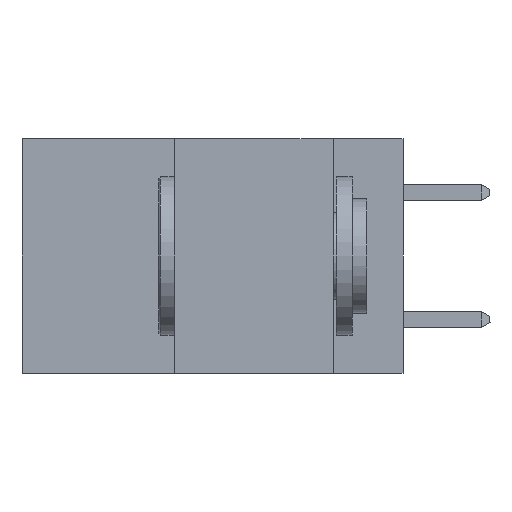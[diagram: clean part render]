
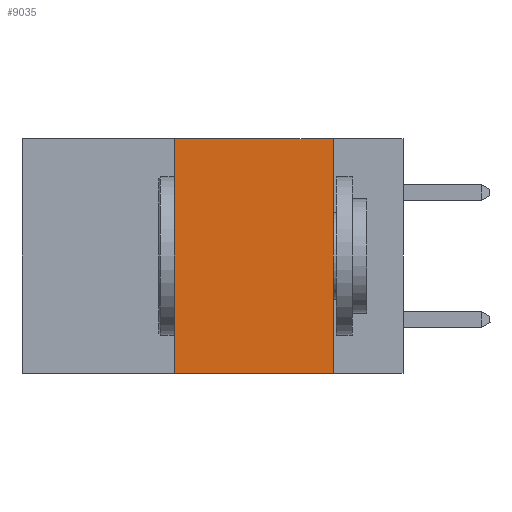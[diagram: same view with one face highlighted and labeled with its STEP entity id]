
A CAD part, left-side view. The second image highlights one B-rep face of the part: STEP entity #9035.
In plain terms, the highlighted planar face has unit normal (-1, 0, 0).
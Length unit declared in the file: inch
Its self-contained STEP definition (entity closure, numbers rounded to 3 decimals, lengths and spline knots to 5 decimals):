
#557 = LINE ( 'NONE', #16337, #11300 ) ;
#921 = DIRECTION ( 'NONE',  ( 0., 0., -1. ) ) ;
#1035 = FACE_OUTER_BOUND ( 'NONE', #2443, .T. ) ;
#1241 = DIRECTION ( 'NONE',  ( 1., 0., 0. ) ) ;
#1469 = LINE ( 'NONE', #9858, #8575 ) ;
#2443 = EDGE_LOOP ( 'NONE', ( #16076, #4734, #11774, #16563 ) ) ;
#2559 = EDGE_CURVE ( 'NONE', #6356, #10574, #3543, .T. ) ;
#3506 = CARTESIAN_POINT ( 'NONE',  ( 0., 0.11, 0. ) ) ;
#3543 = LINE ( 'NONE', #13583, #4168 ) ;
#4168 = VECTOR ( 'NONE', #10784, 39.37008 ) ;
#4734 = ORIENTED_EDGE ( 'NONE', *, *, #2559, .F. ) ;
#5613 = VECTOR ( 'NONE', #921, 39.37008 ) ;
#5635 = DIRECTION ( 'NONE',  ( 0., 0., -1. ) ) ;
#5923 = EDGE_CURVE ( 'NONE', #6944, #6356, #557, .T. ) ;
#6356 = VERTEX_POINT ( 'NONE', #16549 ) ;
#6930 = EDGE_CURVE ( 'NONE', #10574, #15805, #9023, .T. ) ;
#6944 = VERTEX_POINT ( 'NONE', #12349 ) ;
#8575 = VECTOR ( 'NONE', #10986, 39.37008 ) ;
#9023 = LINE ( 'NONE', #13873, #5613 ) ;
#9035 = ADVANCED_FACE ( 'NONE', ( #1035 ), #14129, .F. ) ;
#9858 = CARTESIAN_POINT ( 'NONE',  ( 0., 0.6, -0.37 ) ) ;
#10574 = VERTEX_POINT ( 'NONE', #3506 ) ;
#10784 = DIRECTION ( 'NONE',  ( 0., -1., 0. ) ) ;
#10986 = DIRECTION ( 'NONE',  ( 0., -1., 0. ) ) ;
#11300 = VECTOR ( 'NONE', #16452, 39.37008 ) ;
#11774 = ORIENTED_EDGE ( 'NONE', *, *, #5923, .F. ) ;
#11778 = AXIS2_PLACEMENT_3D ( 'NONE', #16825, #1241, #5635 ) ;
#12349 = CARTESIAN_POINT ( 'NONE',  ( 0., 0.36, -0.37 ) ) ;
#13158 = EDGE_CURVE ( 'NONE', #6944, #15805, #1469, .T. ) ;
#13583 = CARTESIAN_POINT ( 'NONE',  ( 0., 0.6, 0. ) ) ;
#13873 = CARTESIAN_POINT ( 'NONE',  ( 0., 0.11, 0. ) ) ;
#14129 = PLANE ( 'NONE',  #11778 ) ;
#14594 = CARTESIAN_POINT ( 'NONE',  ( 0., 0.11, -0.37 ) ) ;
#15805 = VERTEX_POINT ( 'NONE', #14594 ) ;
#16076 = ORIENTED_EDGE ( 'NONE', *, *, #6930, .F. ) ;
#16337 = CARTESIAN_POINT ( 'NONE',  ( 0., 0.36, 0. ) ) ;
#16452 = DIRECTION ( 'NONE',  ( 0., 0., 1. ) ) ;
#16549 = CARTESIAN_POINT ( 'NONE',  ( 0., 0.36, 0. ) ) ;
#16563 = ORIENTED_EDGE ( 'NONE', *, *, #13158, .T. ) ;
#16825 = CARTESIAN_POINT ( 'NONE',  ( 0., 0.6, 0. ) ) ;
